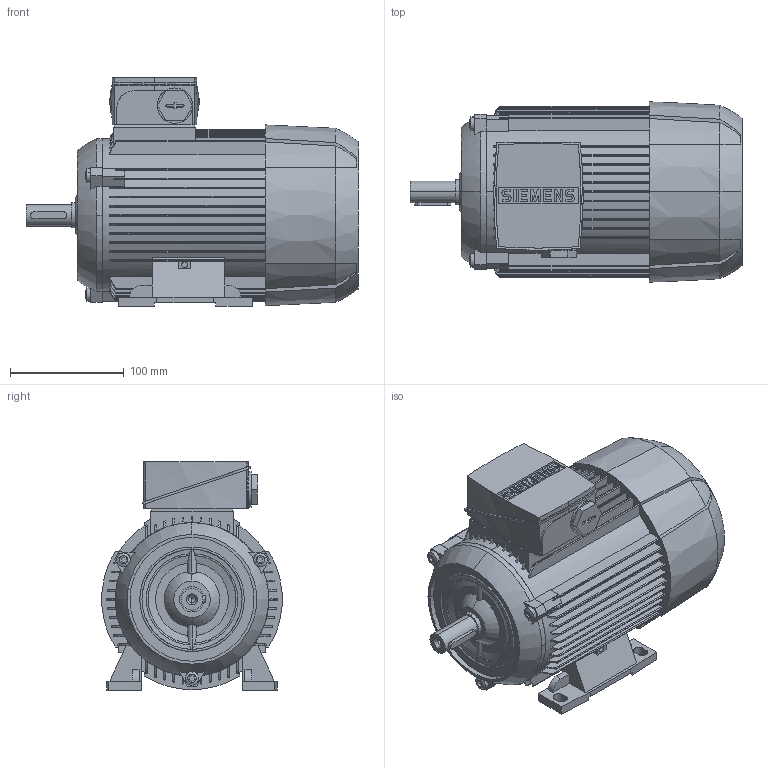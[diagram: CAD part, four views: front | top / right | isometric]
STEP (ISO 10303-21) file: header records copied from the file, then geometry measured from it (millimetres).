
FILE_DESCRIPTION(('STEP AP214'),'1');
FILE_NAME('cctmp_2B6D4508-3A98-4D7B-ABF9-1D2B2F76A4E8_2023_06_26_13_52_23_0486..stp','2023-06-26T11:52:23',('SIEMENS A&D'),('CADClick - www.CADClick.com'),'Spatial InterOp 3D',' ','unknown authorization');
FILE_SCHEMA(('AUTOMOTIVE_DESIGN'));
Length unit declared in the file: millimetre
Products named in the file (1): 2023_06_26_13_52_23_0486
Bounding box: 292 x 158.5 x 201 mm (x, y, z)
Volume: 4347264.1 mm3; surface area: 283659.1 mm2
Topology: 1 solids, 1 shells, 658 faces, 1862 edges, 1228 vertices
Faces by surface type: plane 396, cylinder 176, torus 64, cone 22
Entity records: 29126 total; most frequent: CARTESIAN_POINT 6682, ORIENTED_EDGE 3720, DIRECTION 3487, EDGE_CURVE 1860, VERTEX_POINT 1228, AXIS2_PLACEMENT_3D 1170, LINE 1147, VECTOR 1147
